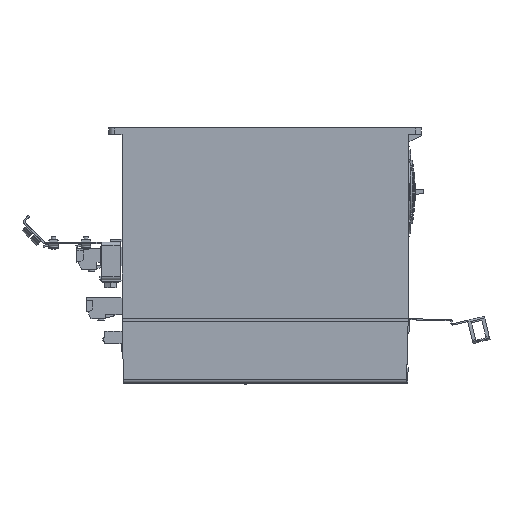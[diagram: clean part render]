
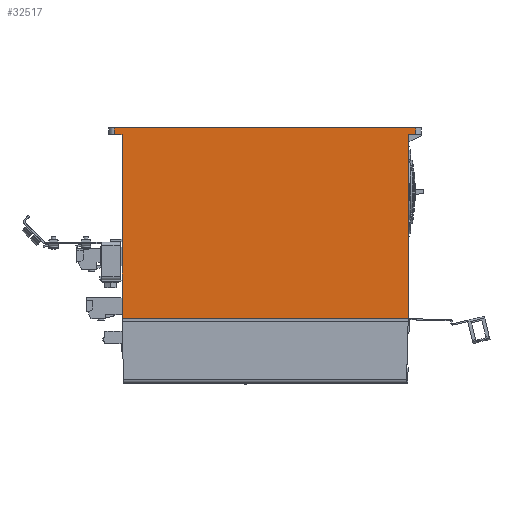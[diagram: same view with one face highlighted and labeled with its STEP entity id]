
A CAD part, front view. The second image highlights one B-rep face of the part: STEP entity #32517.
In plain terms, the highlighted planar face has unit normal (0, -1, 0).
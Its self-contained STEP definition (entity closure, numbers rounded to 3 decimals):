
#89=DIRECTION('',(0.,0.,-1.));
#90=VECTOR('',#89,158.236);
#91=CARTESIAN_POINT('',(-123.5,0.,79.));
#92=LINE('',#91,#90);
#361=DIRECTION('',(-1.,0.,0.));
#362=VECTOR('',#361,247.);
#363=CARTESIAN_POINT('',(123.5,-0.013,-79.236));
#364=LINE('',#363,#362);
#365=DIRECTION('',(-1.,0.,0.));
#366=VECTOR('',#365,6.5);
#367=CARTESIAN_POINT('',(-123.5,0.,79.));
#368=LINE('',#367,#366);
#369=DIRECTION('',(-1.,0.,-0.014));
#370=VECTOR('',#369,6.501);
#371=CARTESIAN_POINT('',(130.,0.,79.363));
#372=LINE('',#371,#370);
#1299=DIRECTION('',(0.,0.,1.));
#1300=VECTOR('',#1299,158.508);
#1301=CARTESIAN_POINT('',(123.5,-0.013,-79.236));
#1302=LINE('',#1301,#1300);
#3992=DIRECTION('',(-1.,0.,0.));
#3993=VECTOR('',#3992,260.);
#3994=CARTESIAN_POINT('',(130.,0.,85.));
#3995=LINE('',#3994,#3993);
#4239=DIRECTION('',(0.,0.,-1.));
#4240=VECTOR('',#4239,6.);
#4241=CARTESIAN_POINT('',(-130.,0.,85.));
#4242=LINE('',#4241,#4240);
#4263=DIRECTION('',(0.,0.,1.));
#4264=VECTOR('',#4263,5.637);
#4265=CARTESIAN_POINT('',(130.,0.,79.363));
#4266=LINE('',#4265,#4264);
#25167=CARTESIAN_POINT('',(-123.5,0.,79.));
#25168=CARTESIAN_POINT('',(-123.5,-0.013,-79.236));
#25169=VERTEX_POINT('',#25167);
#25170=VERTEX_POINT('',#25168);
#25411=CARTESIAN_POINT('',(-130.,0.,79.));
#25412=VERTEX_POINT('',#25411);
#25413=CARTESIAN_POINT('',(-130.,0.,85.));
#25414=VERTEX_POINT('',#25413);
#25415=CARTESIAN_POINT('',(130.,0.,85.));
#25416=VERTEX_POINT('',#25415);
#25417=CARTESIAN_POINT('',(130.,0.,79.363));
#25418=VERTEX_POINT('',#25417);
#25419=CARTESIAN_POINT('',(123.5,0.,79.272));
#25420=VERTEX_POINT('',#25419);
#25421=CARTESIAN_POINT('',(123.5,-0.013,-79.236));
#25422=VERTEX_POINT('',#25421);
#32495=CARTESIAN_POINT('',(0.,0.,0.));
#32496=DIRECTION('',(0.,1.,0.));
#32497=DIRECTION('',(1.,0.,0.));
#32498=AXIS2_PLACEMENT_3D('',#32495,#32496,#32497);
#32499=PLANE('',#32498);
#32501=ORIENTED_EDGE('',*,*,#32500,.T.);
#32502=ORIENTED_EDGE('',*,*,#32184,.F.);
#32504=ORIENTED_EDGE('',*,*,#32503,.T.);
#32506=ORIENTED_EDGE('',*,*,#32505,.F.);
#32508=ORIENTED_EDGE('',*,*,#32507,.F.);
#32510=ORIENTED_EDGE('',*,*,#32509,.F.);
#32512=ORIENTED_EDGE('',*,*,#32511,.T.);
#32514=ORIENTED_EDGE('',*,*,#32513,.F.);
#32515=EDGE_LOOP('',(#32501,#32502,#32504,#32506,#32508,#32510,#32512,#32514));
#32516=FACE_OUTER_BOUND('',#32515,.F.);
#32517=ADVANCED_FACE('',(#32516),#32499,.F.);
#32184=EDGE_CURVE('',#25169,#25170,#92,.T.);
#32500=EDGE_CURVE('',#25422,#25170,#364,.T.);
#32503=EDGE_CURVE('',#25169,#25412,#368,.T.);
#32505=EDGE_CURVE('',#25414,#25412,#4242,.T.);
#32507=EDGE_CURVE('',#25416,#25414,#3995,.T.);
#32509=EDGE_CURVE('',#25418,#25416,#4266,.T.);
#32511=EDGE_CURVE('',#25418,#25420,#372,.T.);
#32513=EDGE_CURVE('',#25422,#25420,#1302,.T.);
